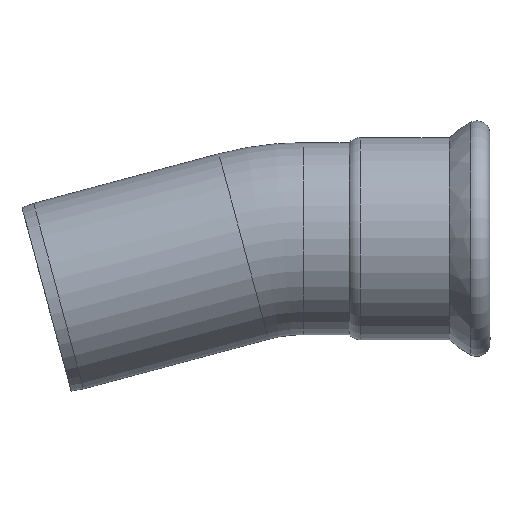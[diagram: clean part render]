
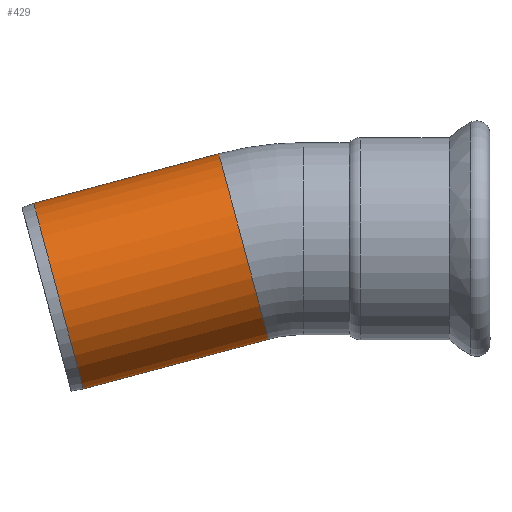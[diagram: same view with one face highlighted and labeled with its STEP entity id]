
A CAD part, top view. The second image highlights one B-rep face of the part: STEP entity #429.
In plain terms, the highlighted cylindrical face has radius 44.45 mm (diameter 88.9 mm), a full revolution.
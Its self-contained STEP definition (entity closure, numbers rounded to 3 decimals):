
#26=LINE('',#801,#38);
#38=VECTOR('',#614,44.45);
#47=CYLINDRICAL_SURFACE('',#493,44.45);
#67=FACE_OUTER_BOUND('',#88,.T.);
#88=EDGE_LOOP('',(#326,#327,#328,#329,#330,#331));
#125=CIRCLE('',#491,44.45);
#126=CIRCLE('',#492,44.45);
#127=CIRCLE('',#494,44.45);
#128=CIRCLE('',#495,44.45);
#181=VERTEX_POINT('',#791);
#182=VERTEX_POINT('',#792);
#183=VERTEX_POINT('',#797);
#184=VERTEX_POINT('',#798);
#237=EDGE_CURVE('',#181,#182,#125,.T.);
#238=EDGE_CURVE('',#182,#181,#126,.T.);
#240=EDGE_CURVE('',#183,#184,#127,.T.);
#241=EDGE_CURVE('',#184,#183,#128,.T.);
#242=EDGE_CURVE('',#184,#182,#26,.T.);
#326=ORIENTED_EDGE('',*,*,#240,.F.);
#327=ORIENTED_EDGE('',*,*,#241,.F.);
#328=ORIENTED_EDGE('',*,*,#242,.T.);
#329=ORIENTED_EDGE('',*,*,#238,.T.);
#330=ORIENTED_EDGE('',*,*,#237,.T.);
#331=ORIENTED_EDGE('',*,*,#242,.F.);
#429=ADVANCED_FACE('',(#67),#47,.T.);
#491=AXIS2_PLACEMENT_3D('',#793,#603,#604);
#492=AXIS2_PLACEMENT_3D('',#794,#605,#606);
#493=AXIS2_PLACEMENT_3D('',#796,#608,#609);
#494=AXIS2_PLACEMENT_3D('',#799,#610,#611);
#495=AXIS2_PLACEMENT_3D('',#800,#612,#613);
#603=DIRECTION('center_axis',(0.966,0.259,0.));
#604=DIRECTION('ref_axis',(-0.259,0.966,0.));
#605=DIRECTION('center_axis',(0.966,0.259,0.));
#606=DIRECTION('ref_axis',(-0.259,0.966,0.));
#608=DIRECTION('center_axis',(0.966,0.259,0.));
#609=DIRECTION('ref_axis',(-0.259,0.966,0.));
#610=DIRECTION('center_axis',(0.966,0.259,0.));
#611=DIRECTION('ref_axis',(0.,0.,-1.));
#612=DIRECTION('center_axis',(0.966,0.259,0.));
#613=DIRECTION('ref_axis',(0.,0.,-1.));
#614=DIRECTION('',(-0.966,-0.259,0.));
#791=CARTESIAN_POINT('',(-211.203,16.333,0.));
#792=CARTESIAN_POINT('',(-188.194,-69.538,0.));
#793=CARTESIAN_POINT('Origin',(-199.698,-26.603,0.));
#794=CARTESIAN_POINT('Origin',(-199.698,-26.603,0.));
#796=CARTESIAN_POINT('Origin',(-156.861,-15.124,0.));
#797=CARTESIAN_POINT('',(-114.023,-3.646,-44.45));
#798=CARTESIAN_POINT('',(-102.518,-46.581,0.));
#799=CARTESIAN_POINT('Origin',(-114.023,-3.646,0.));
#800=CARTESIAN_POINT('Origin',(-114.023,-3.646,0.));
#801=CARTESIAN_POINT('',(-145.356,-58.06,0.));
